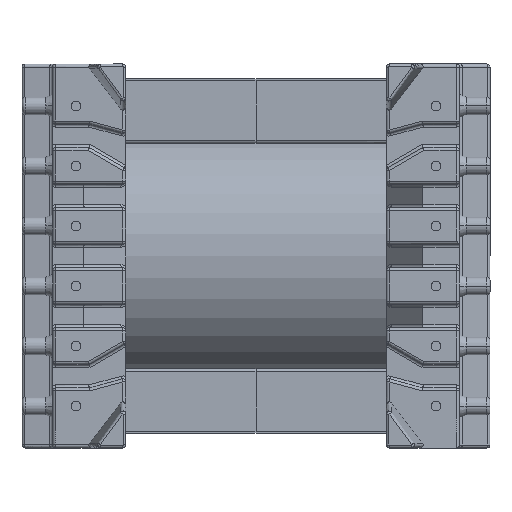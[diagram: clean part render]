
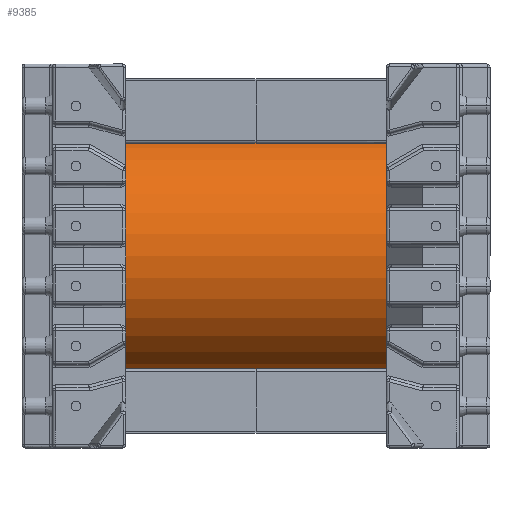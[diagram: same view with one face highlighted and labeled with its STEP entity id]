
A CAD part, front view. The second image highlights one B-rep face of the part: STEP entity #9385.
In plain terms, the highlighted cylindrical face has radius 10.4 mm (diameter 20.8 mm), a partial arc.
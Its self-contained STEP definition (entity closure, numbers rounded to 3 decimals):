
#161 = ORIENTED_EDGE ( 'NONE', *, *, #15015, .T. ) ;
#1118 = VECTOR ( 'NONE', #4838, 1000. ) ;
#1678 = AXIS2_PLACEMENT_3D ( 'NONE', #11796, #9101, #15695 ) ;
#2202 = CARTESIAN_POINT ( 'NONE',  ( 10.4, 0., 0. ) ) ;
#2890 = VERTEX_POINT ( 'NONE', #2202 ) ;
#3315 = CARTESIAN_POINT ( 'NONE',  ( -10.4, 0., 0. ) ) ;
#4506 = AXIS2_PLACEMENT_3D ( 'NONE', #5898, #15202, #7245 ) ;
#4547 = ORIENTED_EDGE ( 'NONE', *, *, #7447, .F. ) ;
#4813 = CARTESIAN_POINT ( 'NONE',  ( 0., 0., -21.7 ) ) ;
#4838 = DIRECTION ( 'NONE',  ( 0., 0., 1. ) ) ;
#5619 = CARTESIAN_POINT ( 'NONE',  ( -10.4, 0., -21.7 ) ) ;
#5898 = CARTESIAN_POINT ( 'NONE',  ( 0., 0., 0. ) ) ;
#6152 = DIRECTION ( 'NONE',  ( 1., 0., 0. ) ) ;
#6391 = DIRECTION ( 'NONE',  ( 0., 0., 1. ) ) ;
#6915 = LINE ( 'NONE', #13055, #13605 ) ;
#7245 = DIRECTION ( 'NONE',  ( 1., 0., 0. ) ) ;
#7447 = EDGE_CURVE ( 'NONE', #16506, #2890, #12652, .T. ) ;
#7498 = EDGE_LOOP ( 'NONE', ( #11874, #161, #7614, #4547 ) ) ;
#7614 = ORIENTED_EDGE ( 'NONE', *, *, #7995, .T. ) ;
#7995 = EDGE_CURVE ( 'NONE', #16117, #2890, #15300, .T. ) ;
#8620 = FACE_OUTER_BOUND ( 'NONE', #7498, .T. ) ;
#9101 = DIRECTION ( 'NONE',  ( 0., 0., 1. ) ) ;
#9385 = ADVANCED_FACE ( 'NONE', ( #8620 ), #11766, .T. ) ;
#11498 = VERTEX_POINT ( 'NONE', #5619 ) ;
#11766 = CYLINDRICAL_SURFACE ( 'NONE', #1678, 10.4 ) ;
#11796 = CARTESIAN_POINT ( 'NONE',  ( 0., 0., -21.7 ) ) ;
#11874 = ORIENTED_EDGE ( 'NONE', *, *, #16621, .F. ) ;
#12652 = CIRCLE ( 'NONE', #4506, 10.4 ) ;
#12713 = CIRCLE ( 'NONE', #14393, 10.4 ) ;
#12840 = CARTESIAN_POINT ( 'NONE',  ( 10.4, 0., -21.7 ) ) ;
#13055 = CARTESIAN_POINT ( 'NONE',  ( -10.4, 0., -21.7 ) ) ;
#13605 = VECTOR ( 'NONE', #6391, 1000. ) ;
#14143 = DIRECTION ( 'NONE',  ( 0., 0., 1. ) ) ;
#14393 = AXIS2_PLACEMENT_3D ( 'NONE', #4813, #14143, #6152 ) ;
#15015 = EDGE_CURVE ( 'NONE', #11498, #16117, #12713, .T. ) ;
#15202 = DIRECTION ( 'NONE',  ( 0., 0., 1. ) ) ;
#15300 = LINE ( 'NONE', #12840, #1118 ) ;
#15695 = DIRECTION ( 'NONE',  ( 1., 0., 0. ) ) ;
#16117 = VERTEX_POINT ( 'NONE', #16849 ) ;
#16506 = VERTEX_POINT ( 'NONE', #3315 ) ;
#16621 = EDGE_CURVE ( 'NONE', #11498, #16506, #6915, .T. ) ;
#16849 = CARTESIAN_POINT ( 'NONE',  ( 10.4, 0., -21.7 ) ) ;
